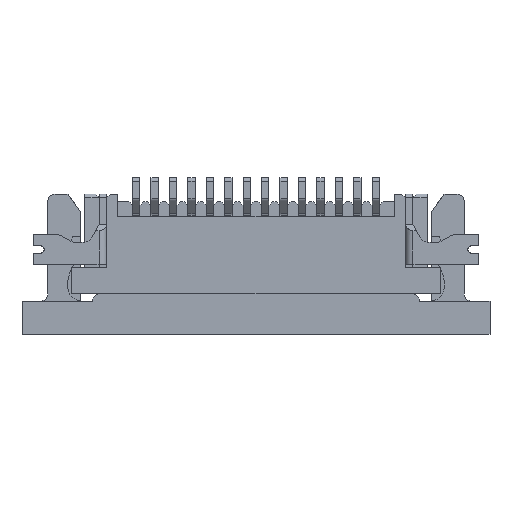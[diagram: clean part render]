
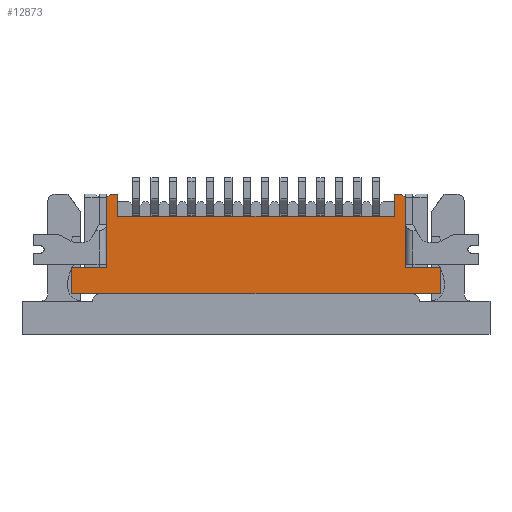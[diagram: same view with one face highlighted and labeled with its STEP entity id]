
A CAD part, top view. The second image highlights one B-rep face of the part: STEP entity #12873.
In plain terms, the highlighted planar face has unit normal (0, 0, 1).
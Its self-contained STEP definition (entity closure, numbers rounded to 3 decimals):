
#678=ORIENTED_EDGE('',*,*,#4582,.T.);
#679=ORIENTED_EDGE('',*,*,#4583,.T.);
#680=ORIENTED_EDGE('',*,*,#4584,.T.);
#681=ORIENTED_EDGE('',*,*,#4585,.T.);
#682=ORIENTED_EDGE('',*,*,#4586,.T.);
#683=ORIENTED_EDGE('',*,*,#4587,.F.);
#684=ORIENTED_EDGE('',*,*,#4588,.F.);
#685=ORIENTED_EDGE('',*,*,#4589,.T.);
#686=ORIENTED_EDGE('',*,*,#4590,.T.);
#687=ORIENTED_EDGE('',*,*,#4591,.T.);
#688=ORIENTED_EDGE('',*,*,#4592,.F.);
#689=ORIENTED_EDGE('',*,*,#4593,.F.);
#690=ORIENTED_EDGE('',*,*,#4594,.T.);
#691=ORIENTED_EDGE('',*,*,#4595,.T.);
#4582=EDGE_CURVE('',#6527,#6528,#7789,.T.);
#4583=EDGE_CURVE('',#6528,#6529,#7790,.T.);
#4584=EDGE_CURVE('',#6529,#6530,#7791,.T.);
#4585=EDGE_CURVE('',#6530,#6531,#7792,.T.);
#4586=EDGE_CURVE('',#6531,#6532,#7793,.T.);
#4587=EDGE_CURVE('',#6533,#6532,#7794,.T.);
#4588=EDGE_CURVE('',#6534,#6533,#7795,.T.);
#4589=EDGE_CURVE('',#6534,#6535,#7796,.T.);
#4590=EDGE_CURVE('',#6535,#6536,#7797,.T.);
#4591=EDGE_CURVE('',#6536,#6537,#7798,.T.);
#4592=EDGE_CURVE('',#6538,#6537,#7799,.T.);
#4593=EDGE_CURVE('',#6539,#6538,#7800,.T.);
#4594=EDGE_CURVE('',#6539,#6540,#7801,.T.);
#4595=EDGE_CURVE('',#6540,#6527,#7802,.T.);
#6527=VERTEX_POINT('',#18346);
#6528=VERTEX_POINT('',#18347);
#6529=VERTEX_POINT('',#18349);
#6530=VERTEX_POINT('',#18351);
#6531=VERTEX_POINT('',#18353);
#6532=VERTEX_POINT('',#18355);
#6533=VERTEX_POINT('',#18357);
#6534=VERTEX_POINT('',#18359);
#6535=VERTEX_POINT('',#18361);
#6536=VERTEX_POINT('',#18363);
#6537=VERTEX_POINT('',#18365);
#6538=VERTEX_POINT('',#18367);
#6539=VERTEX_POINT('',#18369);
#6540=VERTEX_POINT('',#18371);
#7789=LINE('',#18345,#9486);
#7790=LINE('',#18348,#9487);
#7791=LINE('',#18350,#9488);
#7792=LINE('',#18352,#9489);
#7793=LINE('',#18354,#9490);
#7794=LINE('',#18356,#9491);
#7795=LINE('',#18358,#9492);
#7796=LINE('',#18360,#9493);
#7797=LINE('',#18362,#9494);
#7798=LINE('',#18364,#9495);
#7799=LINE('',#18366,#9496);
#7800=LINE('',#18368,#9497);
#7801=LINE('',#18370,#9498);
#7802=LINE('',#18372,#9499);
#9486=VECTOR('',#14734,1000.);
#9487=VECTOR('',#14735,1000.);
#9488=VECTOR('',#14736,1000.);
#9489=VECTOR('',#14737,1000.);
#9490=VECTOR('',#14738,1000.);
#9491=VECTOR('',#14739,1000.);
#9492=VECTOR('',#14740,1000.);
#9493=VECTOR('',#14741,1000.);
#9494=VECTOR('',#14742,1000.);
#9495=VECTOR('',#14743,1000.);
#9496=VECTOR('',#14744,1000.);
#9497=VECTOR('',#14745,1000.);
#9498=VECTOR('',#14746,1000.);
#9499=VECTOR('',#14747,1000.);
#11081=EDGE_LOOP('',(#678,#679,#680,#681,#682,#683,#684,#685,#686,#687,
#688,#689,#690,#691));
#11722=FACE_BOUND('',#11081,.T.);
#12349=PLANE('',#13601);
#12873=ADVANCED_FACE('',(#11722),#12349,.T.);
#13601=AXIS2_PLACEMENT_3D('',#18344,#14732,#14733);
#14732=DIRECTION('',(0.,0.,1.));
#14733=DIRECTION('',(1.,0.,0.));
#14734=DIRECTION('',(0.,-1.,0.));
#14735=DIRECTION('',(-1.,0.,0.));
#14736=DIRECTION('',(0.,1.,0.));
#14737=DIRECTION('',(-1.,0.,0.));
#14738=DIRECTION('',(-0.707,-0.707,0.));
#14739=DIRECTION('',(0.,1.,0.));
#14740=DIRECTION('',(1.,0.,0.));
#14741=DIRECTION('',(0.,-1.,0.));
#14742=DIRECTION('',(1.,0.,0.));
#14743=DIRECTION('',(0.,1.,0.));
#14744=DIRECTION('',(1.,0.,0.));
#14745=DIRECTION('',(0.,-1.,0.));
#14746=DIRECTION('',(-0.707,0.707,0.));
#14747=DIRECTION('',(-1.,0.,0.));
#18344=CARTESIAN_POINT('',(0.,0.,0.6));
#18345=CARTESIAN_POINT('',(3.75,1.35,0.6));
#18346=CARTESIAN_POINT('',(3.75,1.35,0.6));
#18347=CARTESIAN_POINT('',(3.75,0.75,0.6));
#18348=CARTESIAN_POINT('',(-3.15,0.75,0.6));
#18349=CARTESIAN_POINT('',(-3.75,0.75,0.6));
#18350=CARTESIAN_POINT('',(-3.75,1.15,0.6));
#18351=CARTESIAN_POINT('',(-3.75,1.35,0.6));
#18352=CARTESIAN_POINT('',(5.,1.35,0.6));
#18353=CARTESIAN_POINT('',(-3.95,1.35,0.6));
#18354=CARTESIAN_POINT('',(-2.65,2.65,0.6));
#18355=CARTESIAN_POINT('',(-4.05,1.25,0.6));
#18356=CARTESIAN_POINT('',(-4.05,-0.65,0.6));
#18357=CARTESIAN_POINT('',(-4.05,-0.65,0.6));
#18358=CARTESIAN_POINT('',(-5.,-0.65,0.6));
#18359=CARTESIAN_POINT('',(-5.,-0.65,0.6));
#18360=CARTESIAN_POINT('',(-5.,1.35,0.6));
#18361=CARTESIAN_POINT('',(-5.,-1.35,0.6));
#18362=CARTESIAN_POINT('',(-5.,-1.35,0.6));
#18363=CARTESIAN_POINT('',(5.,-1.35,0.6));
#18364=CARTESIAN_POINT('',(5.,-1.35,0.6));
#18365=CARTESIAN_POINT('',(5.,-0.65,0.6));
#18366=CARTESIAN_POINT('',(4.65,-0.65,0.6));
#18367=CARTESIAN_POINT('',(4.05,-0.65,0.6));
#18368=CARTESIAN_POINT('',(4.05,1.35,0.6));
#18369=CARTESIAN_POINT('',(4.05,1.25,0.6));
#18370=CARTESIAN_POINT('',(2.65,2.65,0.6));
#18371=CARTESIAN_POINT('',(3.95,1.35,0.6));
#18372=CARTESIAN_POINT('',(5.,1.35,0.6));
